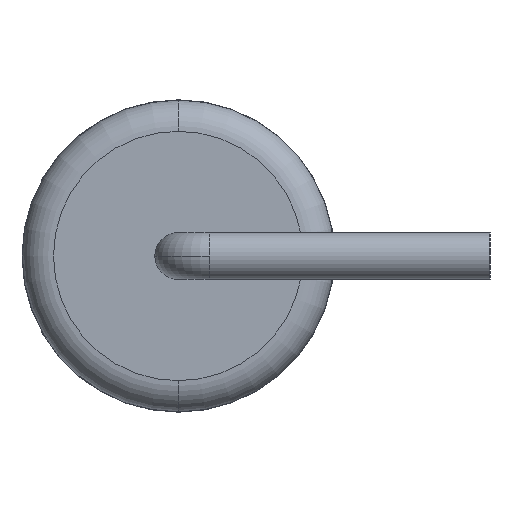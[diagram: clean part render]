
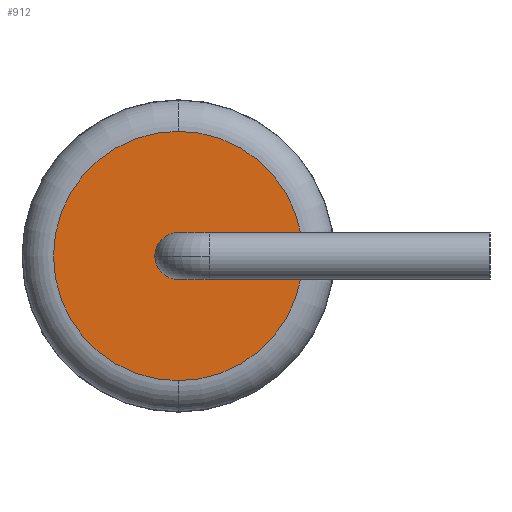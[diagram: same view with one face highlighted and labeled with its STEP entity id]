
A CAD part, left-side view. The second image highlights one B-rep face of the part: STEP entity #912.
In plain terms, the highlighted planar face has unit normal (-1, 0, 0).
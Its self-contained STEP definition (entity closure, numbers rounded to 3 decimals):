
#73 = DIRECTION ( 'NONE',  ( 1., 0., 0. ) ) ;
#75 = CARTESIAN_POINT ( 'NONE',  ( -7.75, 3., 0. ) ) ;
#115 = CIRCLE ( 'NONE', #864, 0.375 ) ;
#145 = AXIS2_PLACEMENT_3D ( 'NONE', #544, #73, #1082 ) ;
#153 = CARTESIAN_POINT ( 'NONE',  ( -7.75, 3., 0.375 ) ) ;
#170 = CARTESIAN_POINT ( 'NONE',  ( -7.75, 3., 0. ) ) ;
#207 = CARTESIAN_POINT ( 'NONE',  ( -7.75, 3., -0.375 ) ) ;
#230 = EDGE_CURVE ( 'NONE', #1131, #408, #345, .T. ) ;
#268 = EDGE_CURVE ( 'NONE', #408, #1131, #382, .T. ) ;
#271 = EDGE_CURVE ( 'NONE', #771, #1182, #805, .T. ) ;
#343 = CARTESIAN_POINT ( 'NONE',  ( -7.75, 3., 0. ) ) ;
#345 = CIRCLE ( 'NONE', #566, 2. ) ;
#350 = DIRECTION ( 'NONE',  ( -1., 0., 0. ) ) ;
#360 = CARTESIAN_POINT ( 'NONE',  ( -7.75, 3., 2. ) ) ;
#367 = ORIENTED_EDGE ( 'NONE', *, *, #268, .T. ) ;
#382 = CIRCLE ( 'NONE', #871, 2. ) ;
#408 = VERTEX_POINT ( 'NONE', #360 ) ;
#427 = EDGE_CURVE ( 'NONE', #1182, #771, #115, .T. ) ;
#442 = CARTESIAN_POINT ( 'NONE',  ( -7.75, 3., 0. ) ) ;
#482 = AXIS2_PLACEMENT_3D ( 'NONE', #343, #628, #1074 ) ;
#544 = CARTESIAN_POINT ( 'NONE',  ( -7.75, 3., 0. ) ) ;
#549 = DIRECTION ( 'NONE',  ( -1., 0., 0. ) ) ;
#566 = AXIS2_PLACEMENT_3D ( 'NONE', #442, #1166, #903 ) ;
#609 = ORIENTED_EDGE ( 'NONE', *, *, #427, .F. ) ;
#627 = PLANE ( 'NONE',  #145 ) ;
#628 = DIRECTION ( 'NONE',  ( -1., 0., 0. ) ) ;
#629 = FACE_BOUND ( 'NONE', #828, .T. ) ;
#709 = EDGE_LOOP ( 'NONE', ( #367, #1016 ) ) ;
#756 = CARTESIAN_POINT ( 'NONE',  ( -7.75, 3., -2. ) ) ;
#771 = VERTEX_POINT ( 'NONE', #153 ) ;
#805 = CIRCLE ( 'NONE', #482, 0.375 ) ;
#815 = DIRECTION ( 'NONE',  ( 0., 0., 1. ) ) ;
#828 = EDGE_LOOP ( 'NONE', ( #879, #609 ) ) ;
#864 = AXIS2_PLACEMENT_3D ( 'NONE', #75, #549, #1101 ) ;
#871 = AXIS2_PLACEMENT_3D ( 'NONE', #170, #350, #815 ) ;
#879 = ORIENTED_EDGE ( 'NONE', *, *, #271, .F. ) ;
#903 = DIRECTION ( 'NONE',  ( 0., 0., 1. ) ) ;
#912 = ADVANCED_FACE ( 'NONE', ( #629, #1094 ), #627, .F. ) ;
#1016 = ORIENTED_EDGE ( 'NONE', *, *, #230, .T. ) ;
#1074 = DIRECTION ( 'NONE',  ( 0., 0., -1. ) ) ;
#1082 = DIRECTION ( 'NONE',  ( 0., 0., -1. ) ) ;
#1094 = FACE_OUTER_BOUND ( 'NONE', #709, .T. ) ;
#1101 = DIRECTION ( 'NONE',  ( 0., 0., -1. ) ) ;
#1131 = VERTEX_POINT ( 'NONE', #756 ) ;
#1166 = DIRECTION ( 'NONE',  ( -1., 0., 0. ) ) ;
#1182 = VERTEX_POINT ( 'NONE', #207 ) ;
